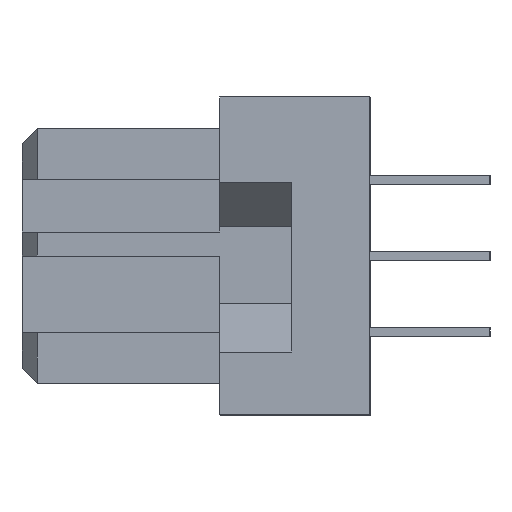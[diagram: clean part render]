
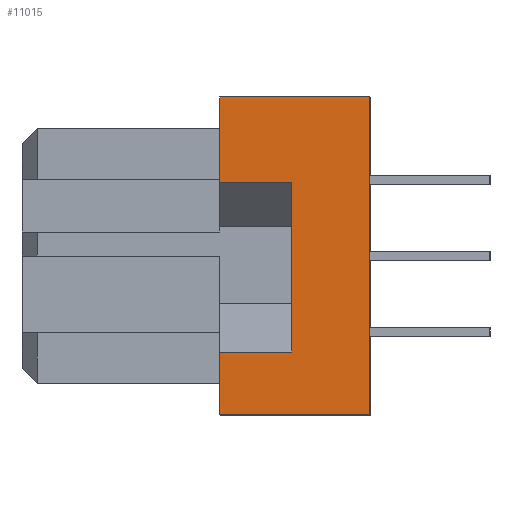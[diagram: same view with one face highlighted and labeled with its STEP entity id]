
A CAD part, left-side view. The second image highlights one B-rep face of the part: STEP entity #11015.
In plain terms, the highlighted planar face has unit normal (-1, 0, 0).
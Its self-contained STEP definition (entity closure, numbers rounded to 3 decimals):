
#65 = DIRECTION ( 'NONE',  ( 0., 0., -1. ) ) ;
#106 = CARTESIAN_POINT ( 'NONE',  ( -27., 5., 5.6 ) ) ;
#290 = LINE ( 'NONE', #8241, #3457 ) ;
#874 = VECTOR ( 'NONE', #2314, 1000. ) ;
#1191 = LINE ( 'NONE', #106, #874 ) ;
#1629 = ORIENTED_EDGE ( 'NONE', *, *, #2180, .F. ) ;
#1869 = VECTOR ( 'NONE', #20153, 1000. ) ;
#1991 = CARTESIAN_POINT ( 'NONE',  ( -27., 5., -5. ) ) ;
#2180 = EDGE_CURVE ( 'NONE', #24233, #15105, #17120, .T. ) ;
#2314 = DIRECTION ( 'NONE',  ( 0., -1., 0. ) ) ;
#2737 = CARTESIAN_POINT ( 'NONE',  ( -27., 2.6, 2.75 ) ) ;
#2885 = CARTESIAN_POINT ( 'NONE',  ( -27., 0., 5.6 ) ) ;
#2891 = EDGE_CURVE ( 'NONE', #15105, #10969, #18316, .T. ) ;
#2913 = CARTESIAN_POINT ( 'NONE',  ( -27., 5., 2.75 ) ) ;
#3179 = LINE ( 'NONE', #5811, #26107 ) ;
#3457 = VECTOR ( 'NONE', #3946, 1000. ) ;
#3946 = DIRECTION ( 'NONE',  ( 0., 0., 1. ) ) ;
#4047 = EDGE_LOOP ( 'NONE', ( #17775, #1629, #19119, #15495, #7596, #19336, #9719, #11320 ) ) ;
#5739 = CARTESIAN_POINT ( 'NONE',  ( -27., 2.6, -2.9 ) ) ;
#5795 = LINE ( 'NONE', #23787, #19483 ) ;
#5811 = CARTESIAN_POINT ( 'NONE',  ( -27., 2.6, 2.75 ) ) ;
#5970 = DIRECTION ( 'NONE',  ( 0., -1., 0. ) ) ;
#6065 = EDGE_CURVE ( 'NONE', #21369, #25722, #5795, .T. ) ;
#6513 = AXIS2_PLACEMENT_3D ( 'NONE', #8093, #13991, #65 ) ;
#6600 = CARTESIAN_POINT ( 'NONE',  ( -27., 5., 5.6 ) ) ;
#6808 = VECTOR ( 'NONE', #10749, 1000. ) ;
#7110 = DIRECTION ( 'NONE',  ( 0., 1., 0. ) ) ;
#7596 = ORIENTED_EDGE ( 'NONE', *, *, #14695, .F. ) ;
#8093 = CARTESIAN_POINT ( 'NONE',  ( -27., 5., 5.6 ) ) ;
#8241 = CARTESIAN_POINT ( 'NONE',  ( -27., 5., 5.6 ) ) ;
#9195 = EDGE_CURVE ( 'NONE', #24233, #21369, #3179, .T. ) ;
#9719 = ORIENTED_EDGE ( 'NONE', *, *, #20225, .T. ) ;
#9957 = VERTEX_POINT ( 'NONE', #12165 ) ;
#10749 = DIRECTION ( 'NONE',  ( 0., 0., 1. ) ) ;
#10969 = VERTEX_POINT ( 'NONE', #19631 ) ;
#11015 = ADVANCED_FACE ( 'NONE', ( #15491 ), #13906, .F. ) ;
#11320 = ORIENTED_EDGE ( 'NONE', *, *, #19511, .F. ) ;
#12165 = CARTESIAN_POINT ( 'NONE',  ( -27., 0., 5.6 ) ) ;
#12644 = VECTOR ( 'NONE', #5970, 1000. ) ;
#13906 = PLANE ( 'NONE',  #6513 ) ;
#13991 = DIRECTION ( 'NONE',  ( 1., 0., 0. ) ) ;
#14212 = CARTESIAN_POINT ( 'NONE',  ( -27., 5., -2.9 ) ) ;
#14279 = CARTESIAN_POINT ( 'NONE',  ( -27., 0., -5. ) ) ;
#14471 = LINE ( 'NONE', #2885, #19236 ) ;
#14695 = EDGE_CURVE ( 'NONE', #17102, #25722, #290, .T. ) ;
#15105 = VERTEX_POINT ( 'NONE', #2913 ) ;
#15491 = FACE_OUTER_BOUND ( 'NONE', #4047, .T. ) ;
#15495 = ORIENTED_EDGE ( 'NONE', *, *, #6065, .T. ) ;
#16174 = EDGE_CURVE ( 'NONE', #17102, #18250, #16822, .T. ) ;
#16822 = LINE ( 'NONE', #1991, #12644 ) ;
#17102 = VERTEX_POINT ( 'NONE', #25952 ) ;
#17120 = LINE ( 'NONE', #26204, #1869 ) ;
#17775 = ORIENTED_EDGE ( 'NONE', *, *, #2891, .F. ) ;
#18250 = VERTEX_POINT ( 'NONE', #14279 ) ;
#18316 = LINE ( 'NONE', #6600, #6808 ) ;
#19119 = ORIENTED_EDGE ( 'NONE', *, *, #9195, .T. ) ;
#19236 = VECTOR ( 'NONE', #25315, 1000. ) ;
#19336 = ORIENTED_EDGE ( 'NONE', *, *, #16174, .T. ) ;
#19483 = VECTOR ( 'NONE', #7110, 1000. ) ;
#19511 = EDGE_CURVE ( 'NONE', #10969, #9957, #1191, .T. ) ;
#19631 = CARTESIAN_POINT ( 'NONE',  ( -27., 5., 5.6 ) ) ;
#20153 = DIRECTION ( 'NONE',  ( 0., 1., 0. ) ) ;
#20225 = EDGE_CURVE ( 'NONE', #18250, #9957, #14471, .T. ) ;
#21369 = VERTEX_POINT ( 'NONE', #5739 ) ;
#23787 = CARTESIAN_POINT ( 'NONE',  ( -27., -7.414, -2.9 ) ) ;
#24233 = VERTEX_POINT ( 'NONE', #2737 ) ;
#25315 = DIRECTION ( 'NONE',  ( 0., 0., 1. ) ) ;
#25722 = VERTEX_POINT ( 'NONE', #14212 ) ;
#25952 = CARTESIAN_POINT ( 'NONE',  ( -27., 5., -5. ) ) ;
#26107 = VECTOR ( 'NONE', #26195, 1000. ) ;
#26195 = DIRECTION ( 'NONE',  ( 0., 0., -1. ) ) ;
#26204 = CARTESIAN_POINT ( 'NONE',  ( -27., -7.414, 2.75 ) ) ;
